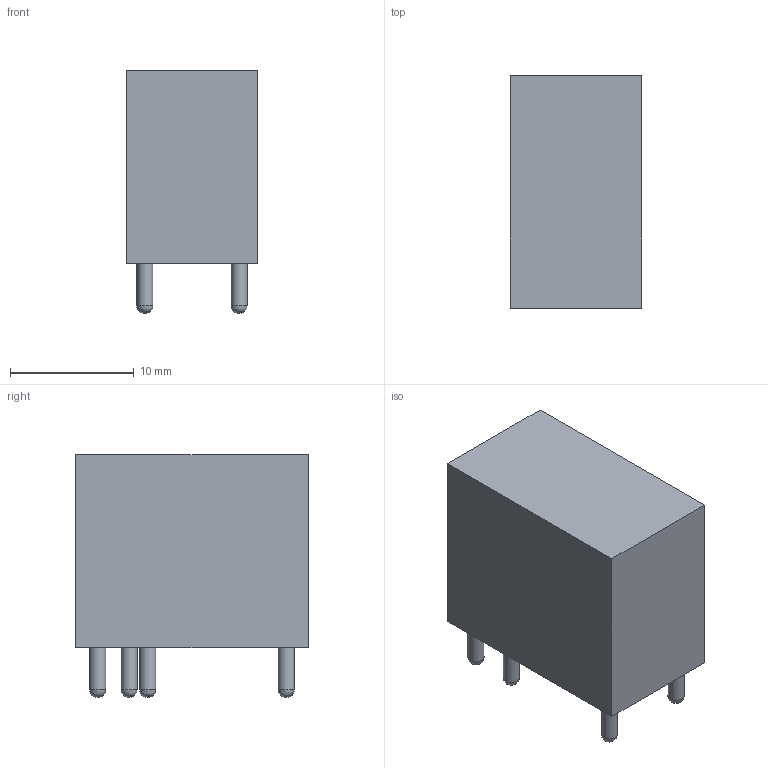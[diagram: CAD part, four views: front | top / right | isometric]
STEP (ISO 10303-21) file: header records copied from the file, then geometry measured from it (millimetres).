
FILE_DESCRIPTION(/* description */ (''),/* implementation_level */ '2;1');
FILE_NAME(/* name */ 'Rele.step',/* time_stamp */ '2017-11-24T00:07:48+02:00',/* author */ (''),/* organization */ (''),/* preprocessor_version */ 'ST-DEVELOPER v16.13',/* originating_system */ 'Autodesk Translation Framework v6.5.0.72',/* authorisation */ '');
FILE_SCHEMA (('AUTOMOTIVE_DESIGN { 1 0 10303 214 3 1 1 }'));
Length unit declared in the file: millimetre
Products named in the file (1): FusionComponent
Bounding box: 10.6 x 18.8 x 19.6 mm (x, y, z)
Volume: 3134.1 mm3; surface area: 1404.7 mm2
Topology: 6 solids, 6 shells, 26 faces, 37 edges, 23 vertices
Faces by surface type: plane 16, bspline 5, cylinder 5
Full cylindrical faces by diameter (mm): 1.3 x5
Entity records: 699 total; most frequent: CARTESIAN_POINT 217, DIRECTION 101, ORIENTED_EDGE 74, AXIS2_PLACEMENT_3D 42, EDGE_CURVE 37, FACE_OUTER_BOUND 26, EDGE_LOOP 26, ADVANCED_FACE 26
